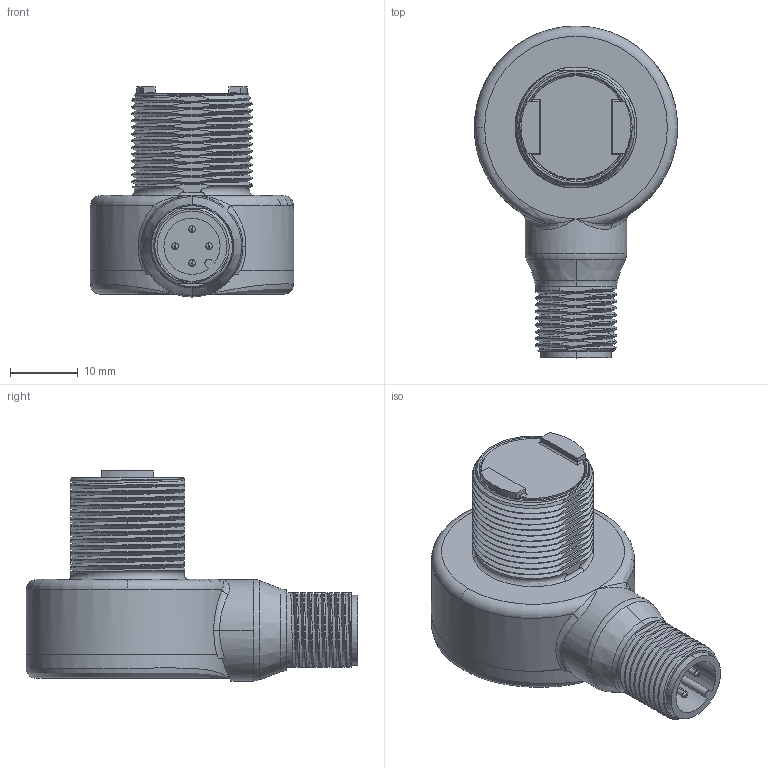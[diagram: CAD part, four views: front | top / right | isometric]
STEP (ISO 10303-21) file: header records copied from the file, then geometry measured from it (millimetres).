
FILE_DESCRIPTION((''),'2;1');
FILE_NAME('157368_SM01_ASM','2023-06-27T08:56:55',('banengservice'),('BANNER ENGINEERING'),'CREO PARAMETRIC BY PTC INC, 2022414','CREO PARAMETRIC BY PTC INC, 2022414','');
FILE_SCHEMA(('CONFIG_CONTROL_DESIGN'));
Length unit declared in the file: inch
Products named in the file (2): 157368_EP01; 157368_SM01_ASM
Assembly tree (1 placements, depth 2):
  157368_SM01_ASM
    157368_EP01
Bounding box: 30.02 x 49.01 x 31.02 mm (x, y, z)
Volume: 15741.6 mm3; surface area: 5956 mm2
Topology: 1 solids, 1 shells, 266 faces, 699 edges, 447 vertices
Faces by surface type: cylinder 100, plane 99, bspline 36, cone 17, torus 10, sphere 4
Entity records: 22010 total; most frequent: CARTESIAN_POINT 15913, ORIENTED_EDGE 1390, DIRECTION 1065, EDGE_CURVE 695, VERTEX_POINT 447, AXIS2_PLACEMENT_3D 411, EDGE_LOOP 286, B_SPLINE_CURVE_WITH_KNOTS 274
